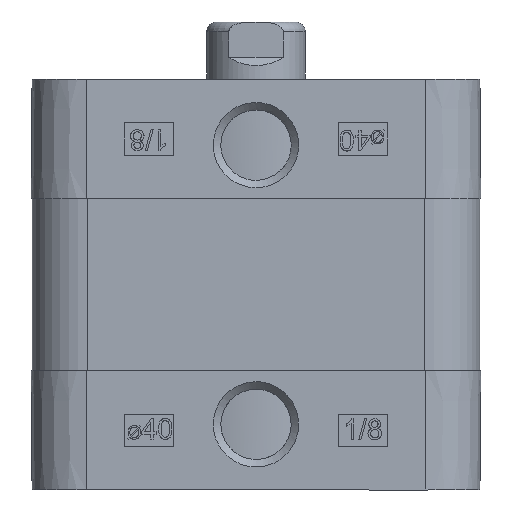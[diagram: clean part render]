
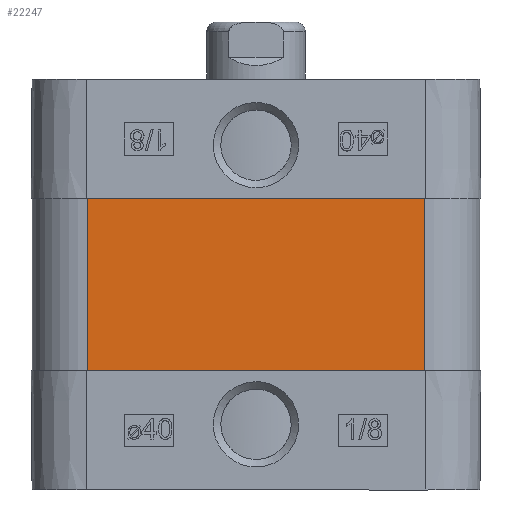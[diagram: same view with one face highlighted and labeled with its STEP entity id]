
A CAD part, left-side view. The second image highlights one B-rep face of the part: STEP entity #22247.
In plain terms, the highlighted planar face has unit normal (-1, 0, 0).
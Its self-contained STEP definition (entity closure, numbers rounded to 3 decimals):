
#19437=CARTESIAN_POINT('',(-27.25,20.5,21.0));
#19438=VERTEX_POINT('',#19437);
#19456=CARTESIAN_POINT('',(-27.25,20.5,0.0));
#19457=VERTEX_POINT('',#19456);
#19465=CARTESIAN_POINT('',(-27.25,20.5,0.0));
#19466=DIRECTION('',(0.0,0.0,1.0));
#19467=VECTOR('',#19466,21.0);
#19468=LINE('',#19465,#19467);
#19469=EDGE_CURVE('',#19457,#19438,#19468,.T.);
#22198=CARTESIAN_POINT('',(-27.25,-20.5,21.0));
#22199=VERTEX_POINT('',#22198);
#22207=CARTESIAN_POINT('',(-27.25,-20.5,0.0));
#22208=VERTEX_POINT('',#22207);
#22209=CARTESIAN_POINT('',(-27.25,-20.5,0.0));
#22210=DIRECTION('',(0.0,0.0,1.0));
#22211=VECTOR('',#22210,21.0);
#22212=LINE('',#22209,#22211);
#22213=EDGE_CURVE('',#22208,#22199,#22212,.T.);
#22226=CARTESIAN_POINT('',(-27.25,-20.5,0.0));
#22227=DIRECTION('',(-1.0,0.0,0.0));
#22228=DIRECTION('',(0.0,0.0,1.0));
#22229=AXIS2_PLACEMENT_3D('',#22226,#22227,#22228);
#22230=PLANE('',#22229);
#22231=CARTESIAN_POINT('',(-27.25,-20.5,21.0));
#22232=DIRECTION('',(0.0,1.0,0.0));
#22233=VECTOR('',#22232,41.);
#22234=LINE('',#22231,#22233);
#22235=EDGE_CURVE('',#22199,#19438,#22234,.T.);
#22236=ORIENTED_EDGE('',*,*,#22235,.T.);
#22237=ORIENTED_EDGE('',*,*,#19469,.F.);
#22238=CARTESIAN_POINT('',(-27.25,-20.5,0.0));
#22239=DIRECTION('',(0.0,1.0,0.0));
#22240=VECTOR('',#22239,41.);
#22241=LINE('',#22238,#22240);
#22242=EDGE_CURVE('',#22208,#19457,#22241,.T.);
#22243=ORIENTED_EDGE('',*,*,#22242,.F.);
#22244=ORIENTED_EDGE('',*,*,#22213,.T.);
#22245=EDGE_LOOP('',(#22236,#22237,#22243,#22244));
#22246=FACE_OUTER_BOUND('',#22245,.T.);
#22247=ADVANCED_FACE('',(#22246),#22230,.T.);
